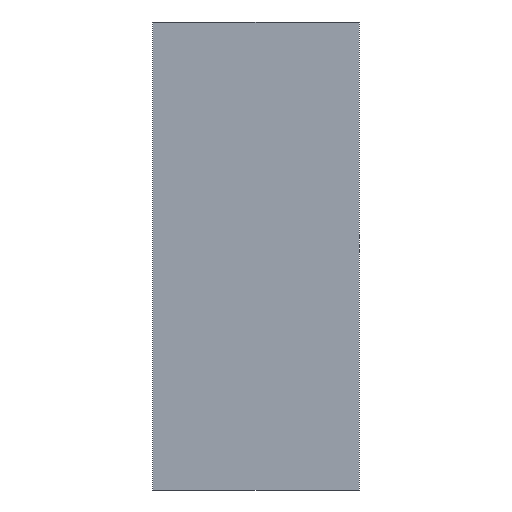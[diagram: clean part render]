
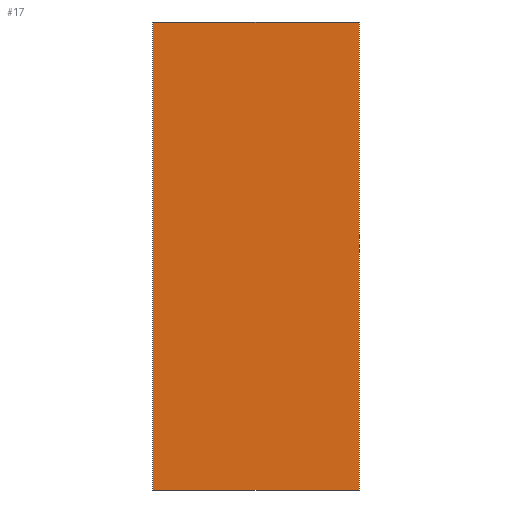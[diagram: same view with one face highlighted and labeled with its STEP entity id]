
A CAD part, left-side view. The second image highlights one B-rep face of the part: STEP entity #17.
In plain terms, the highlighted free-form (B-spline) face has degree [3, 3] with [4, 4] control points.
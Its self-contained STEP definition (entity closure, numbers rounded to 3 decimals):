
#17 = ADVANCED_FACE('',(#18),#52,.T.);
#18 = FACE_BOUND('',#19,.T.);
#19 = EDGE_LOOP('',(#20,#30,#38,#46));
#20 = ORIENTED_EDGE('',*,*,#21,.T.);
#21 = EDGE_CURVE('',#22,#24,#26,.T.);
#22 = VERTEX_POINT('',#23);
#23 = CARTESIAN_POINT('',(4.,-0.429,-1.683));
#24 = VERTEX_POINT('',#25);
#25 = CARTESIAN_POINT('',(4.,-0.429,0.257));
#26 = LINE('',#27,#28);
#27 = CARTESIAN_POINT('',(4.,-0.429,-1.683));
#28 = VECTOR('',#29,1.);
#29 = DIRECTION('',(0.,0.,1.));
#30 = ORIENTED_EDGE('',*,*,#31,.T.);
#31 = EDGE_CURVE('',#24,#32,#34,.T.);
#32 = VERTEX_POINT('',#33);
#33 = CARTESIAN_POINT('',(4.,0.429,0.257));
#34 = LINE('',#35,#36);
#35 = CARTESIAN_POINT('',(4.,-0.429,0.257));
#36 = VECTOR('',#37,1.);
#37 = DIRECTION('',(0.,1.,0.));
#38 = ORIENTED_EDGE('',*,*,#39,.T.);
#39 = EDGE_CURVE('',#32,#40,#42,.T.);
#40 = VERTEX_POINT('',#41);
#41 = CARTESIAN_POINT('',(4.,0.429,-1.683));
#42 = LINE('',#43,#44);
#43 = CARTESIAN_POINT('',(4.,0.429,0.257));
#44 = VECTOR('',#45,1.);
#45 = DIRECTION('',(0.,0.,-1.));
#46 = ORIENTED_EDGE('',*,*,#47,.T.);
#47 = EDGE_CURVE('',#40,#22,#48,.T.);
#48 = LINE('',#49,#50);
#49 = CARTESIAN_POINT('',(4.,0.429,-1.683));
#50 = VECTOR('',#51,1.);
#51 = DIRECTION('',(0.,-1.,0.));
#52 = B_SPLINE_SURFACE_WITH_KNOTS('',3,3,(
    (#53,#54,#55,#56)
    ,(#57,#58,#59,#60)
    ,(#61,#62,#63,#64)
    ,(#65,#66,#67,#68
    )),.UNSPECIFIED.,.F.,.F.,.F.,(4,4),(4,4),(-1.067,1.067),(
    -0.471,0.471),.PIECEWISE_BEZIER_KNOTS.);
#53 = CARTESIAN_POINT('',(4.,-0.471,-1.78));
#54 = CARTESIAN_POINT('',(4.,-0.157,-1.78));
#55 = CARTESIAN_POINT('',(4.,0.157,-1.78));
#56 = CARTESIAN_POINT('',(4.,0.471,-1.78));
#57 = CARTESIAN_POINT('',(4.,-0.471,-1.069));
#58 = CARTESIAN_POINT('',(4.,-0.157,-1.069));
#59 = CARTESIAN_POINT('',(4.,0.157,-1.069));
#60 = CARTESIAN_POINT('',(4.,0.471,-1.069));
#61 = CARTESIAN_POINT('',(4.,-0.471,-0.357));
#62 = CARTESIAN_POINT('',(4.,-0.157,-0.357));
#63 = CARTESIAN_POINT('',(4.,0.157,-0.357));
#64 = CARTESIAN_POINT('',(4.,0.471,-0.357));
#65 = CARTESIAN_POINT('',(4.,-0.471,0.354));
#66 = CARTESIAN_POINT('',(4.,-0.157,0.354));
#67 = CARTESIAN_POINT('',(4.,0.157,0.354));
#68 = CARTESIAN_POINT('',(4.,0.471,0.354));
